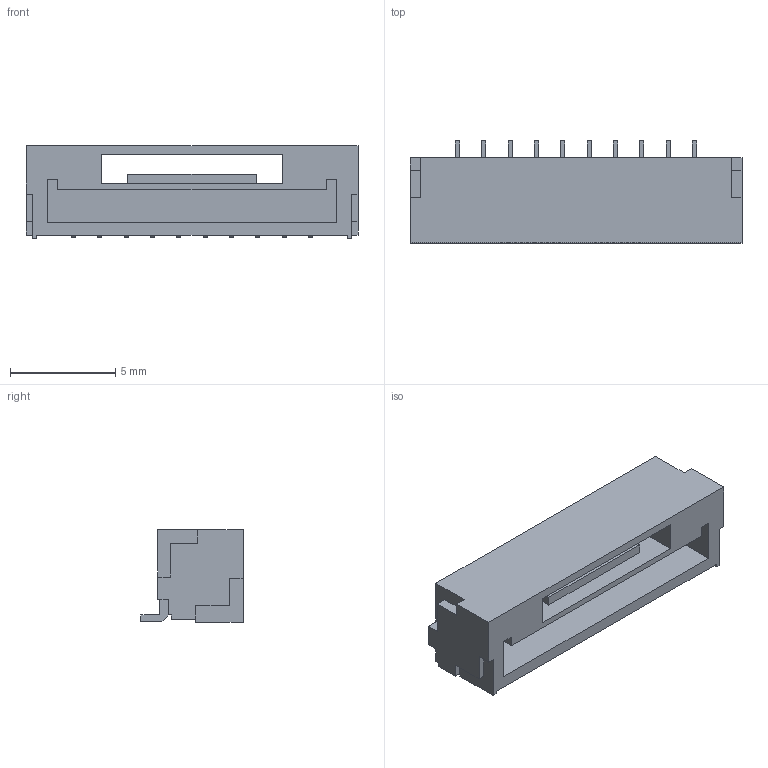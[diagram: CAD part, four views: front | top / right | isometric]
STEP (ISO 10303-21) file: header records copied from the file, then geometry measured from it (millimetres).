
FILE_DESCRIPTION(('FreeCAD Model'),'2;1');
FILE_NAME('JST_GH_SM10B-GHS-TB_10x1.25mm_Angled.STEP','2016-03-29T10:33:00',( 'Author'),(''),'Open CASCADE STEP processor 6.8','FreeCAD','Unknown' );
FILE_SCHEMA(('AUTOMOTIVE_DESIGN_CC2 { 1 2 10303 214 -1 1 5 4 }'));
Length unit declared in the file: millimetre
Products named in the file (1): SM10B-GHS
Bounding box: 15.75 x 4.85 x 4.4 mm (x, y, z)
Volume: 158.3 mm3; surface area: 461.8 mm2
Topology: 1 solids, 1 shells, 134 faces, 368 edges, 238 vertices
Faces by surface type: plane 134
Entity records: 9875 total; most frequent: CARTESIAN_POINT 1477, DIRECTION 1374, LINE 1104, VECTOR 1104, ORIENTED_EDGE 736, PCURVE 736, DEFINITIONAL_REPRESENTATION 736, EDGE_CURVE 368
